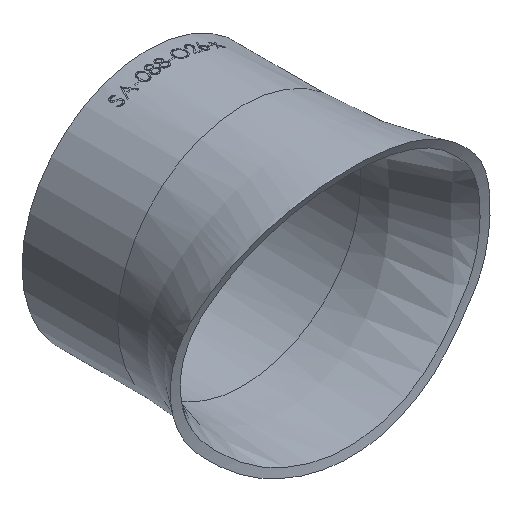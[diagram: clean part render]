
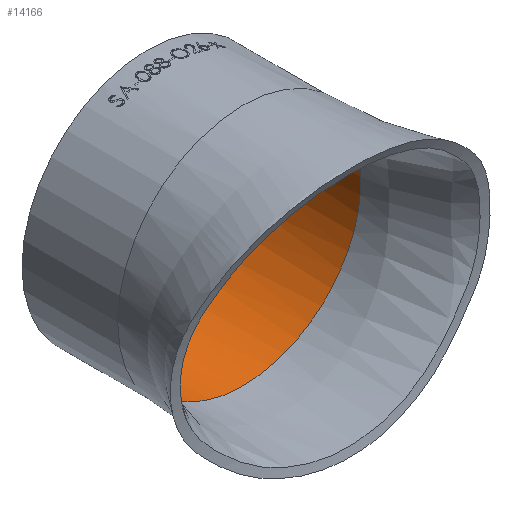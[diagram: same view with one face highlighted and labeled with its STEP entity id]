
A CAD part, isometric view. The second image highlights one B-rep face of the part: STEP entity #14166.
In plain terms, the highlighted cylindrical face has radius 41.85 mm (diameter 83.7 mm), a full revolution.
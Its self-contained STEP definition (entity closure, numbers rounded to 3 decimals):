
#22 = CARTESIAN_POINT ( 'NONE',  ( -9.791, 84.36, -40.72 ) ) ;
#353 = CARTESIAN_POINT ( 'NONE',  ( -40.375, 84.36, 11.131 ) ) ;
#432 = CARTESIAN_POINT ( 'NONE',  ( -36.442, 84.36, -21.286 ) ) ;
#598 = CARTESIAN_POINT ( 'NONE',  ( -41.278, 84.36, -7.07 ) ) ;
#639 = EDGE_CURVE ( 'NONE', #3141, #3141, #16968, .T. ) ;
#1757 = CARTESIAN_POINT ( 'NONE',  ( 40.375, 84.36, -11.131 ) ) ;
#1887 = EDGE_CURVE ( 'NONE', #13215, #13215, #23312, .T. ) ;
#1920 = CARTESIAN_POINT ( 'NONE',  ( 25.797, 84.36, 33.376 ) ) ;
#1992 = EDGE_LOOP ( 'NONE', ( #2744 ) ) ;
#2006 = CARTESIAN_POINT ( 'NONE',  ( 7.07, 84.36, -41.278 ) ) ;
#2162 = CARTESIAN_POINT ( 'NONE',  ( -21.286, 84.36, 36.442 ) ) ;
#2328 = CARTESIAN_POINT ( 'NONE',  ( -39.09, 84.36, 15.03 ) ) ;
#2487 = CARTESIAN_POINT ( 'NONE',  ( -11.278, 84.36, 40.678 ) ) ;
#2640 = CARTESIAN_POINT ( 'NONE',  ( 0., 118.36, 0. ) ) ;
#2744 = ORIENTED_EDGE ( 'NONE', *, *, #639, .T. ) ;
#3141 = VERTEX_POINT ( 'NONE', #5109 ) ;
#3827 = CARTESIAN_POINT ( 'NONE',  ( 41.85, 84.36, -1.435 ) ) ;
#3909 = CARTESIAN_POINT ( 'NONE',  ( 40.72, 84.36, 9.791 ) ) ;
#4160 = CARTESIAN_POINT ( 'NONE',  ( -21.286, 84.36, -36.442 ) ) ;
#4332 = CARTESIAN_POINT ( 'NONE',  ( -39.56, 84.36, 13.749 ) ) ;
#4495 = DIRECTION ( 'NONE',  ( 0., 0., 1. ) ) ;
#4863 = DIRECTION ( 'NONE',  ( 0., 1., 0. ) ) ;
#5109 = CARTESIAN_POINT ( 'NONE',  ( 0., 118.36, 41.85 ) ) ;
#5746 = CARTESIAN_POINT ( 'NONE',  ( 41.278, 84.36, -7.07 ) ) ;
#5824 = CARTESIAN_POINT ( 'NONE',  ( 33.376, 84.36, -25.797 ) ) ;
#7380 = FACE_OUTER_BOUND ( 'NONE', #13382, .T. ) ;
#7491 = CARTESIAN_POINT ( 'NONE',  ( 40.72, 84.36, -9.791 ) ) ;
#7568 = CARTESIAN_POINT ( 'NONE',  ( 0., 84.36, 41.85 ) ) ;
#7653 = CARTESIAN_POINT ( 'NONE',  ( 25.797, 84.36, -33.376 ) ) ;
#7735 = CARTESIAN_POINT ( 'NONE',  ( 2.873, 84.36, -41.777 ) ) ;
#8147 = CARTESIAN_POINT ( 'NONE',  ( -40.72, 84.36, -9.791 ) ) ;
#9295 = CARTESIAN_POINT ( 'NONE',  ( 41.85, 84.36, 1.435 ) ) ;
#9382 = CARTESIAN_POINT ( 'NONE',  ( 13.749, 84.36, -39.56 ) ) ;
#9470 = CARTESIAN_POINT ( 'NONE',  ( -5.689, 84.36, -41.491 ) ) ;
#9555 = CARTESIAN_POINT ( 'NONE',  ( 40.375, 84.36, 11.131 ) ) ;
#9636 = CARTESIAN_POINT ( 'NONE',  ( 1.435, 84.36, -41.85 ) ) ;
#9720 = CARTESIAN_POINT ( 'NONE',  ( -33.376, 84.36, -25.797 ) ) ;
#9801 = CARTESIAN_POINT ( 'NONE',  ( -39.09, 84.36, -15.03 ) ) ;
#10047 = CARTESIAN_POINT ( 'NONE',  ( -36.442, 84.36, 21.286 ) ) ;
#11196 = CARTESIAN_POINT ( 'NONE',  ( 41.491, 84.36, 5.689 ) ) ;
#11280 = CARTESIAN_POINT ( 'NONE',  ( 11.131, 84.36, -40.375 ) ) ;
#11362 = CARTESIAN_POINT ( 'NONE',  ( 41.278, 84.36, 7.07 ) ) ;
#11528 = CARTESIAN_POINT ( 'NONE',  ( 9.791, 84.36, -40.72 ) ) ;
#11775 = CARTESIAN_POINT ( 'NONE',  ( -41.278, 84.36, 7.07 ) ) ;
#11855 = CARTESIAN_POINT ( 'NONE',  ( -39.56, 84.36, -13.749 ) ) ;
#11945 = CARTESIAN_POINT ( 'NONE',  ( -15.03, 84.36, -39.09 ) ) ;
#12540 = AXIS2_PLACEMENT_3D ( 'NONE', #2640, #19786, #4495 ) ;
#13105 = CARTESIAN_POINT ( 'NONE',  ( 15.03, 84.36, -39.09 ) ) ;
#13215 = VERTEX_POINT ( 'NONE', #21821 ) ;
#13351 = CARTESIAN_POINT ( 'NONE',  ( 39.56, 84.36, -13.749 ) ) ;
#13382 = EDGE_LOOP ( 'NONE', ( #22526 ) ) ;
#13431 = CARTESIAN_POINT ( 'NONE',  ( 21.286, 84.36, 36.442 ) ) ;
#13762 = CARTESIAN_POINT ( 'NONE',  ( -41.85, 84.36, -1.435 ) ) ;
#13844 = CARTESIAN_POINT ( 'NONE',  ( -41.777, 84.36, -2.873 ) ) ;
#14166 = ADVANCED_FACE ( 'NONE', ( #7380, #20694 ), #19797, .F. ) ;
#14529 = CARTESIAN_POINT ( 'NONE',  ( 0., 84.36, 0. ) ) ;
#14928 = AXIS2_PLACEMENT_3D ( 'NONE', #14529, #4863, #20637 ) ;
#15251 = CARTESIAN_POINT ( 'NONE',  ( 41.777, 84.36, -2.873 ) ) ;
#15500 = CARTESIAN_POINT ( 'NONE',  ( -11.131, 84.36, -40.375 ) ) ;
#16968 = CIRCLE ( 'NONE', #12540, 41.85 ) ;
#17151 = CARTESIAN_POINT ( 'NONE',  ( 21.286, 84.36, -36.442 ) ) ;
#17227 = CARTESIAN_POINT ( 'NONE',  ( 5.781, 84.36, 41.85 ) ) ;
#17308 = CARTESIAN_POINT ( 'NONE',  ( -13.749, 84.36, -39.56 ) ) ;
#17389 = CARTESIAN_POINT ( 'NONE',  ( -41.491, 84.36, 5.689 ) ) ;
#17471 = CARTESIAN_POINT ( 'NONE',  ( -41.777, 84.36, 2.873 ) ) ;
#17554 = CARTESIAN_POINT ( 'NONE',  ( 0., 84.36, 41.85 ) ) ;
#18724 = CARTESIAN_POINT ( 'NONE',  ( 33.376, 84.36, 25.797 ) ) ;
#18808 = CARTESIAN_POINT ( 'NONE',  ( 36.442, 84.36, 21.286 ) ) ;
#18895 = CARTESIAN_POINT ( 'NONE',  ( 41.777, 84.36, 2.873 ) ) ;
#19064 = CARTESIAN_POINT ( 'NONE',  ( 5.689, 84.36, -41.491 ) ) ;
#19227 = CARTESIAN_POINT ( 'NONE',  ( -25.797, 84.36, -33.376 ) ) ;
#19389 = CARTESIAN_POINT ( 'NONE',  ( -33.376, 84.36, 25.797 ) ) ;
#19786 = DIRECTION ( 'NONE',  ( 0., 1., 0. ) ) ;
#19797 = CYLINDRICAL_SURFACE ( 'NONE', #14928, 41.85 ) ;
#20634 = CARTESIAN_POINT ( 'NONE',  ( 39.09, 84.36, 15.03 ) ) ;
#20637 = DIRECTION ( 'NONE',  ( 0., 0., 1. ) ) ;
#20694 = FACE_OUTER_BOUND ( 'NONE', #1992, .T. ) ;
#20720 = CARTESIAN_POINT ( 'NONE',  ( 39.56, 84.36, 13.749 ) ) ;
#20807 = CARTESIAN_POINT ( 'NONE',  ( 36.442, 84.36, -21.286 ) ) ;
#21058 = CARTESIAN_POINT ( 'NONE',  ( -41.85, 84.36, 1.435 ) ) ;
#21387 = CARTESIAN_POINT ( 'NONE',  ( -41.491, 84.36, -5.689 ) ) ;
#21821 = CARTESIAN_POINT ( 'NONE',  ( 0., 84.36, 41.85 ) ) ;
#22526 = ORIENTED_EDGE ( 'NONE', *, *, #1887, .F. ) ;
#22534 = CARTESIAN_POINT ( 'NONE',  ( 41.491, 84.36, -5.689 ) ) ;
#22620 = CARTESIAN_POINT ( 'NONE',  ( 11.278, 84.36, 40.678 ) ) ;
#22707 = CARTESIAN_POINT ( 'NONE',  ( -7.07, 84.36, -41.278 ) ) ;
#22875 = CARTESIAN_POINT ( 'NONE',  ( -2.873, 84.36, -41.777 ) ) ;
#22952 = CARTESIAN_POINT ( 'NONE',  ( -40.375, 84.36, -11.131 ) ) ;
#23036 = CARTESIAN_POINT ( 'NONE',  ( -25.797, 84.36, 33.376 ) ) ;
#23198 = CARTESIAN_POINT ( 'NONE',  ( -40.72, 84.36, 9.791 ) ) ;
#23279 = CARTESIAN_POINT ( 'NONE',  ( -5.781, 84.36, 41.85 ) ) ;
#23312 = B_SPLINE_CURVE_WITH_KNOTS ( 'NONE', 3,
 ( #7568, #17227, #22620, #13431, #1920, #18724, #18808, #20634, #20720, #9555, #3909, #11362, #11196, #18895, #9295, #3827, #15251, #22534, #5746, #7491, #1757, #13351, #24444, #20807, #5824, #7653, #17151, #13105, #9382, #11280, #11528, #2006, #19064, #7735, #9636, #24530, #22875, #9470, #22707, #22, #15500, #17308, #11945, #4160, #19227, #9720, #432, #9801, #11855, #22952, #8147, #598, #21387, #13844, #13762, #21058, #17471, #17389, #11775, #23198, #353, #4332, #2328, #10047, #19389, #23036, #2162, #2487, #23279, #17554 ),
 .UNSPECIFIED., .T., .F.,
 ( 4, 2, 2, 2, 2, 2, 2, 2, 2, 2, 2, 2, 2, 2, 2, 2, 2, 2, 2, 2, 2, 2, 2, 2, 2, 2, 2, 2, 2, 2, 2, 2, 2, 2, 4 ),
 ( 0., 0.063, 0.125, 0.188, 0.203, 0.219, 0.234, 0.25, 0.266, 0.281, 0.297, 0.313, 0.375, 0.437, 0.453, 0.469, 0.484, 0.5, 0.516, 0.531, 0.547, 0.562, 0.625, 0.687, 0.703, 0.719, 0.734, 0.75, 0.766, 0.781, 0.797, 0.812, 0.875, 0.938, 1. ),
 .UNSPECIFIED. ) ;
#24444 = CARTESIAN_POINT ( 'NONE',  ( 39.09, 84.36, -15.03 ) ) ;
#24530 = CARTESIAN_POINT ( 'NONE',  ( -1.435, 84.36, -41.85 ) ) ;
